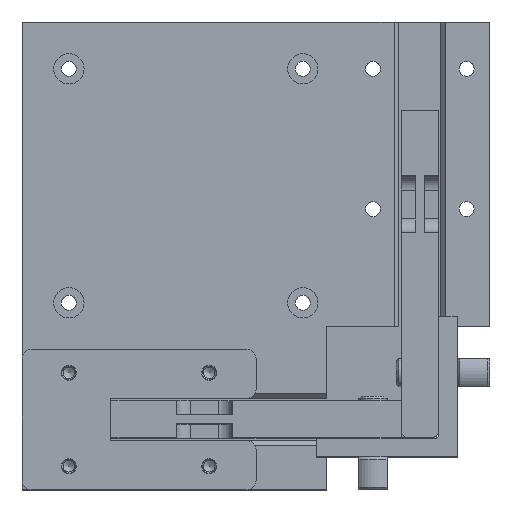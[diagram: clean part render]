
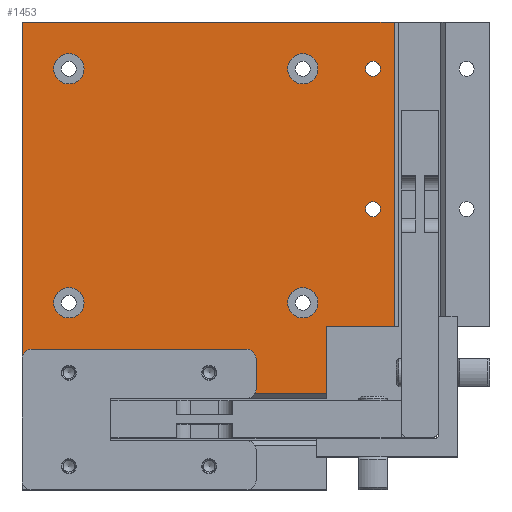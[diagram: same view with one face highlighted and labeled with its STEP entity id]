
A CAD part, top view. The second image highlights one B-rep face of the part: STEP entity #1453.
In plain terms, the highlighted planar face has unit normal (0, 0, 1).
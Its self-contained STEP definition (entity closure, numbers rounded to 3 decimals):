
#1083=FACE_BOUND('',#1954,.T.);
#1084=FACE_BOUND('',#1955,.T.);
#1085=FACE_BOUND('',#1956,.T.);
#1086=FACE_BOUND('',#1957,.T.);
#1087=FACE_BOUND('',#1958,.T.);
#1088=FACE_BOUND('',#1959,.T.);
#1089=FACE_BOUND('',#1960,.T.);
#1090=FACE_BOUND('',#1961,.T.);
#1091=FACE_BOUND('',#1962,.T.);
#1259=CIRCLE('',#4721,3.25);
#1260=CIRCLE('',#4722,3.25);
#1261=CIRCLE('',#4723,3.25);
#1262=CIRCLE('',#4724,3.25);
#1263=CIRCLE('',#4725,1.6);
#1264=CIRCLE('',#4726,1.6);
#1265=CIRCLE('',#4727,1.6);
#1266=CIRCLE('',#4728,1.6);
#1453=ADVANCED_FACE('',(#1083,#1084,#1085,#1086,#1087,#1088,#1089,#1090,
#1091),#1639,.T.);
#1639=PLANE('',#4729);
#1954=EDGE_LOOP('',(#2687));
#1955=EDGE_LOOP('',(#2688));
#1956=EDGE_LOOP('',(#2689));
#1957=EDGE_LOOP('',(#2690));
#1958=EDGE_LOOP('',(#2691));
#1959=EDGE_LOOP('',(#2692));
#1960=EDGE_LOOP('',(#2693));
#1961=EDGE_LOOP('',(#2694));
#1962=EDGE_LOOP('',(#2695,#2696,#2697,#2698,#2699,#2700));
#2687=ORIENTED_EDGE('',*,*,#3724,.T.);
#2688=ORIENTED_EDGE('',*,*,#3725,.T.);
#2689=ORIENTED_EDGE('',*,*,#3726,.T.);
#2690=ORIENTED_EDGE('',*,*,#3727,.T.);
#2691=ORIENTED_EDGE('',*,*,#3728,.F.);
#2692=ORIENTED_EDGE('',*,*,#3729,.F.);
#2693=ORIENTED_EDGE('',*,*,#3730,.F.);
#2694=ORIENTED_EDGE('',*,*,#3731,.F.);
#2695=ORIENTED_EDGE('',*,*,#3732,.T.);
#2696=ORIENTED_EDGE('',*,*,#3733,.T.);
#2697=ORIENTED_EDGE('',*,*,#3734,.F.);
#2698=ORIENTED_EDGE('',*,*,#3735,.F.);
#2699=ORIENTED_EDGE('',*,*,#3736,.T.);
#2700=ORIENTED_EDGE('',*,*,#3737,.T.);
#3293=VERTEX_POINT('',#6557);
#3294=VERTEX_POINT('',#6559);
#3295=VERTEX_POINT('',#6561);
#3296=VERTEX_POINT('',#6563);
#3297=VERTEX_POINT('',#6565);
#3298=VERTEX_POINT('',#6567);
#3299=VERTEX_POINT('',#6569);
#3300=VERTEX_POINT('',#6571);
#3301=VERTEX_POINT('',#6573);
#3302=VERTEX_POINT('',#6574);
#3303=VERTEX_POINT('',#6576);
#3304=VERTEX_POINT('',#6578);
#3305=VERTEX_POINT('',#6580);
#3306=VERTEX_POINT('',#6582);
#3724=EDGE_CURVE('',#3293,#3293,#1259,.T.);
#3725=EDGE_CURVE('',#3294,#3294,#1260,.T.);
#3726=EDGE_CURVE('',#3295,#3295,#1261,.T.);
#3727=EDGE_CURVE('',#3296,#3296,#1262,.T.);
#3728=EDGE_CURVE('',#3297,#3297,#1263,.T.);
#3729=EDGE_CURVE('',#3298,#3298,#1264,.T.);
#3730=EDGE_CURVE('',#3299,#3299,#1265,.T.);
#3731=EDGE_CURVE('',#3300,#3300,#1266,.T.);
#3732=EDGE_CURVE('',#3301,#3302,#4157,.T.);
#3733=EDGE_CURVE('',#3302,#3303,#4158,.T.);
#3734=EDGE_CURVE('',#3304,#3303,#4159,.T.);
#3735=EDGE_CURVE('',#3305,#3304,#4160,.T.);
#3736=EDGE_CURVE('',#3305,#3306,#4161,.T.);
#3737=EDGE_CURVE('',#3306,#3301,#4162,.T.);
#4157=LINE('',#6572,#4478);
#4158=LINE('',#6575,#4479);
#4159=LINE('',#6577,#4480);
#4160=LINE('',#6579,#4481);
#4161=LINE('',#6581,#4482);
#4162=LINE('',#6583,#4483);
#4478=VECTOR('',#5468,1.);
#4479=VECTOR('',#5469,1.);
#4480=VECTOR('',#5470,1.);
#4481=VECTOR('',#5471,1.);
#4482=VECTOR('',#5472,1.);
#4483=VECTOR('',#5473,1.);
#4721=AXIS2_PLACEMENT_3D('',#6556,#5452,#5453);
#4722=AXIS2_PLACEMENT_3D('',#6558,#5454,#5455);
#4723=AXIS2_PLACEMENT_3D('',#6560,#5456,#5457);
#4724=AXIS2_PLACEMENT_3D('',#6562,#5458,#5459);
#4725=AXIS2_PLACEMENT_3D('',#6564,#5460,#5461);
#4726=AXIS2_PLACEMENT_3D('',#6566,#5462,#5463);
#4727=AXIS2_PLACEMENT_3D('',#6568,#5464,#5465);
#4728=AXIS2_PLACEMENT_3D('',#6570,#5466,#5467);
#4729=AXIS2_PLACEMENT_3D('',#6584,#5474,#5475);
#5452=DIRECTION('',(0.,0.,-1.));
#5453=DIRECTION('',(-1.,0.,0.));
#5454=DIRECTION('',(0.,0.,-1.));
#5455=DIRECTION('',(-1.,0.,0.));
#5456=DIRECTION('',(0.,0.,-1.));
#5457=DIRECTION('',(-1.,0.,0.));
#5458=DIRECTION('',(0.,0.,-1.));
#5459=DIRECTION('',(-1.,0.,0.));
#5460=DIRECTION('',(0.,0.,1.));
#5461=DIRECTION('',(1.,0.,0.));
#5462=DIRECTION('',(0.,0.,1.));
#5463=DIRECTION('',(1.,0.,0.));
#5464=DIRECTION('',(0.,0.,1.));
#5465=DIRECTION('',(1.,0.,0.));
#5466=DIRECTION('',(0.,0.,1.));
#5467=DIRECTION('',(1.,0.,0.));
#5468=DIRECTION('',(0.,-1.,0.));
#5469=DIRECTION('',(1.,0.,0.));
#5470=DIRECTION('',(0.,-1.,0.));
#5471=DIRECTION('',(-1.,0.,0.));
#5472=DIRECTION('',(0.,1.,0.));
#5473=DIRECTION('',(-1.,0.,0.));
#5474=DIRECTION('',(0.,0.,1.));
#5475=DIRECTION('',(1.,0.,0.));
#6556=CARTESIAN_POINT('',(60.,90.,10.));
#6557=CARTESIAN_POINT('',(56.75,90.,10.));
#6558=CARTESIAN_POINT('',(60.,40.,10.));
#6559=CARTESIAN_POINT('',(56.75,40.,10.));
#6560=CARTESIAN_POINT('',(10.,90.,10.));
#6561=CARTESIAN_POINT('',(6.75,90.,10.));
#6562=CARTESIAN_POINT('',(10.,40.,10.));
#6563=CARTESIAN_POINT('',(6.75,40.,10.));
#6564=CARTESIAN_POINT('',(75.,90.,10.));
#6565=CARTESIAN_POINT('',(76.6,90.,10.));
#6566=CARTESIAN_POINT('',(75.,60.,10.));
#6567=CARTESIAN_POINT('',(76.6,60.,10.));
#6568=CARTESIAN_POINT('',(40.,25.,10.));
#6569=CARTESIAN_POINT('',(41.6,25.,10.));
#6570=CARTESIAN_POINT('',(10.,25.,10.));
#6571=CARTESIAN_POINT('',(11.6,25.,10.));
#6572=CARTESIAN_POINT('',(0.,100.,10.));
#6573=CARTESIAN_POINT('',(0.,100.,10.));
#6574=CARTESIAN_POINT('',(0.,20.5,10.));
#6575=CARTESIAN_POINT('',(65.,20.5,10.));
#6576=CARTESIAN_POINT('',(65.,20.5,10.));
#6577=CARTESIAN_POINT('',(65.,35.,10.));
#6578=CARTESIAN_POINT('',(65.,35.,10.));
#6579=CARTESIAN_POINT('',(100.,35.,10.));
#6580=CARTESIAN_POINT('',(79.5,35.,10.));
#6581=CARTESIAN_POINT('',(79.5,100.,10.));
#6582=CARTESIAN_POINT('',(79.5,100.,10.));
#6583=CARTESIAN_POINT('',(100.,100.,10.));
#6584=CARTESIAN_POINT('',(0.,0.,10.));
